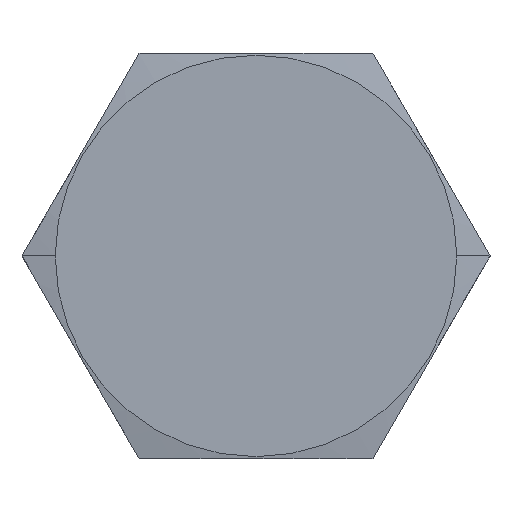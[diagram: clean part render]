
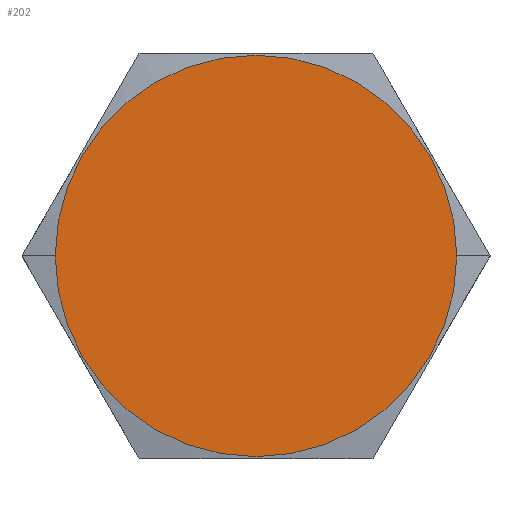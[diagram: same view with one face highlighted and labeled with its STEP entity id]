
A CAD part, top view. The second image highlights one B-rep face of the part: STEP entity #202.
In plain terms, the highlighted planar face has unit normal (0, 0, 1).
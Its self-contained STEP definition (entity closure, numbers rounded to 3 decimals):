
#5 = VERTEX_POINT ( 'NONE', #224 ) ;
#6 = EDGE_CURVE ( 'NONE', #7, #5, #221, .T. ) ;
#7 = VERTEX_POINT ( 'NONE', #174 ) ;
#169 = EDGE_LOOP ( 'NONE', ( #208, #201 ) ) ;
#174 = CARTESIAN_POINT ( 'NONE',  ( 15.848, 0., 12. ) ) ;
#195 = EDGE_CURVE ( 'NONE', #5, #7, #426, .T. ) ;
#201 = ORIENTED_EDGE ( 'NONE', *, *, #6, .T. ) ;
#202 = ADVANCED_FACE ( 'NONE', ( #427 ), #422, .F. ) ;
#208 = ORIENTED_EDGE ( 'NONE', *, *, #195, .T. ) ;
#217 = DIRECTION ( 'NONE',  ( 1., 0., 0. ) ) ;
#218 = DIRECTION ( 'NONE',  ( 0., 0., 1. ) ) ;
#219 = CARTESIAN_POINT ( 'NONE',  ( 0., 0., 12. ) ) ;
#220 = AXIS2_PLACEMENT_3D ( 'NONE', #219, #218, #217 ) ;
#221 = CIRCLE ( 'NONE', #220, 15.848 ) ;
#224 = CARTESIAN_POINT ( 'NONE',  ( -15.848, 0., 12. ) ) ;
#421 = CARTESIAN_POINT ( 'NONE',  ( 0., 18.475, 12. ) ) ;
#422 = PLANE ( 'NONE',  #454 ) ;
#423 = DIRECTION ( 'NONE',  ( 1., 0., 0. ) ) ;
#424 = DIRECTION ( 'NONE',  ( 0., 0., 1. ) ) ;
#425 = AXIS2_PLACEMENT_3D ( 'NONE', #441, #424, #423 ) ;
#426 = CIRCLE ( 'NONE', #425, 15.848 ) ;
#427 = FACE_OUTER_BOUND ( 'NONE', #169, .T. ) ;
#441 = CARTESIAN_POINT ( 'NONE',  ( 0., 0., 12. ) ) ;
#452 = DIRECTION ( 'NONE',  ( -1., 0., 0. ) ) ;
#453 = DIRECTION ( 'NONE',  ( 0., 0., -1. ) ) ;
#454 = AXIS2_PLACEMENT_3D ( 'NONE', #421, #453, #452 ) ;
